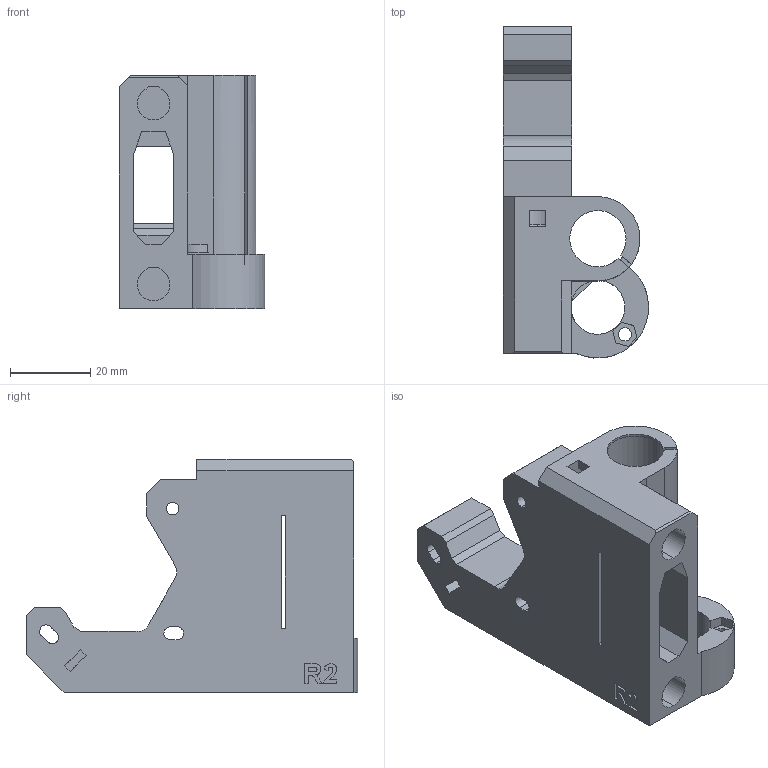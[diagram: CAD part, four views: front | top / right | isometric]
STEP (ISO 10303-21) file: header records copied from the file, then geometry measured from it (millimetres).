
FILE_DESCRIPTION (( 'STEP AP214' ), '1' );
FILE_NAME ('x-end-motor(R2).STEP', '2018-02-21T16:17:49', ( '' ), ( '' ), 'SwSTEP 2.0', 'SolidWorks 2017', '' );
FILE_SCHEMA (( 'AUTOMOTIVE_DESIGN' ));
Length unit declared in the file: millimetre
Products named in the file (1): x-end-motor(R2)
Bounding box: 36.11 x 82.58 x 58 mm (x, y, z)
Volume: 47868.4 mm3; surface area: 23476.7 mm2
Topology: 1 solids, 1 shells, 237 faces, 677 edges, 446 vertices
Faces by surface type: plane 134, cylinder 70, cone 17, bspline 16
Entity records: 8726 total; most frequent: CARTESIAN_POINT 2478, ORIENTED_EDGE 1354, DIRECTION 1214, EDGE_CURVE 677, LINE 458, VECTOR 458, VERTEX_POINT 446, AXIS2_PLACEMENT_3D 378
